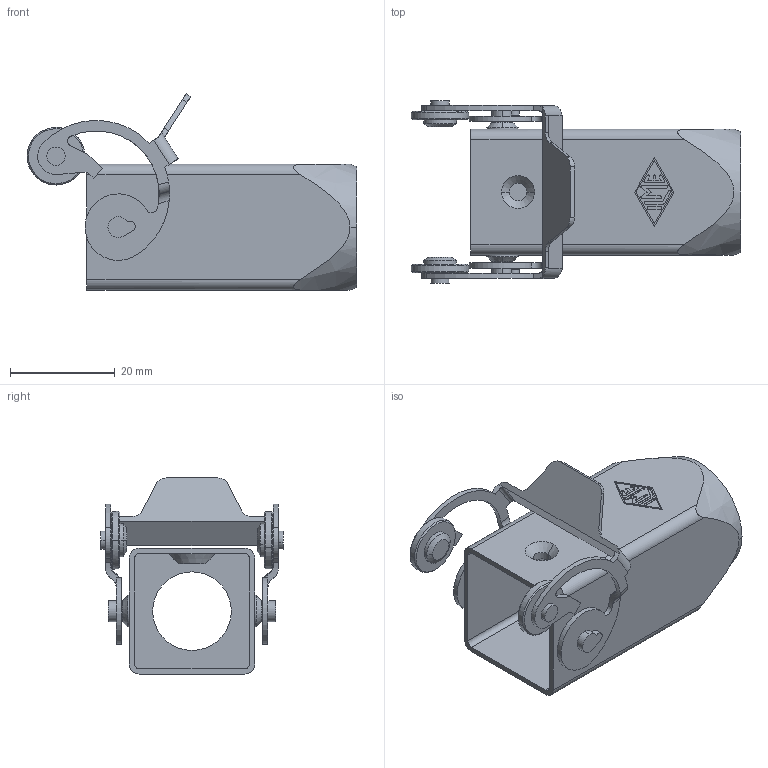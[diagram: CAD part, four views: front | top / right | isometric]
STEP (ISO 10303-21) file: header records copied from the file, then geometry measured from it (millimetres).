
FILE_DESCRIPTION(('Creo Elements/Direct Modeling STEP Export'),'2;1');
FILE_NAME('0ln7uvk49q7dcpi4616','2017-03-20T14:53:39',(''),(''),'PTC Creo Elements/Direct Modeling STEP processor for AP214 (Solid Model)','PTC Creo Elements/Direct Modeling 19.0E 27-Jun-2016 (C) Parametric Technology GmbH','');
FILE_SCHEMA(('AUTOMOTIVE_DESIGN { 1 0 10303 214 1 1 1 1 }'));
Length unit declared in the file: millimetre
Products named in the file (1): MKAXE_VG20
Bounding box: 62.9 x 34.9 x 37.42 mm (x, y, z)
Volume: 7967 mm3; surface area: 12180.5 mm2
Topology: 1 solids, 1 shells, 209 faces, 577 edges, 390 vertices
Faces by surface type: plane 98, cylinder 90, cone 21
Entity records: 8363 total; most frequent: CARTESIAN_POINT 1401, ORIENTED_EDGE 1154, DIRECTION 1051, EDGE_CURVE 577, VERTEX_POINT 390, AXIS2_PLACEMENT_3D 368, VECTOR 315, LINE 315
